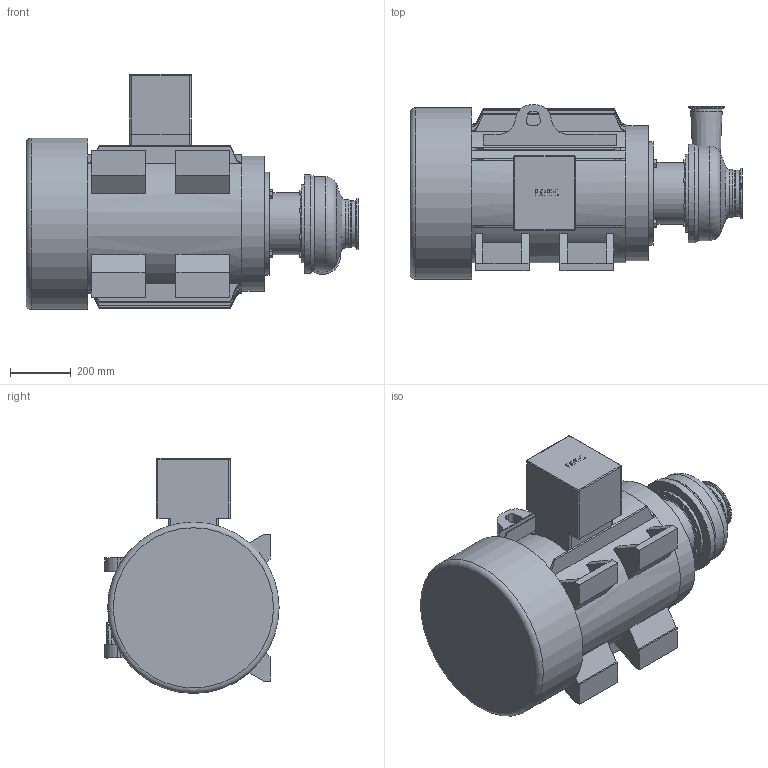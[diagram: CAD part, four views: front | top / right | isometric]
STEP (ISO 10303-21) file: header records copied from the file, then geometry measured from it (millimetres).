
FILE_DESCRIPTION(/* description */ (''),/* implementation_level */ '2;1');
FILE_NAME(/* name */ 'W+_W+65-350_405TSC_6.0x4.0_S-Line_100HP_SM.stp',/* time_stamp */ '2020-11-04T16:45:02+05:00',/* author */ ('KRXREM'),/* organization */ (''),/* preprocessor_version */ 'ST-DEVELOPER v17',/* originating_system */ 'Autodesk Inventor 2018',/* authorisation */ '');
FILE_SCHEMA (('AUTOMOTIVE_DESIGN { 1 0 10303 214 3 1 1 }'));
Length unit declared in the file: inch
Products named in the file (1): W+_W+65-350_405TSC_6.0x4.0_S-Line_100HP_SM
Bounding box: 1094.09 x 574.04 x 774.7 mm (x, y, z)
Volume: 183418883.6 mm3; surface area: 3520859.9 mm2
Topology: 1 solids, 1 shells, 525 faces, 1365 edges, 888 vertices
Faces by surface type: plane 265, cone 120, cylinder 63, torus 48, bspline 29
Full cylindrical faces by diameter (mm): 97.384 x1, 101.727 x1, 118.923 x1, 146.863 x1, 152.527 x1, 154 x1, 158.965 x1, 166.878 x1, 204 x1, 258 x1, 325 x1, 340 x1, 444.5 x1, 457.2 x1, 564.896 x1
Entity records: 17414 total; most frequent: CARTESIAN_POINT 4599, ORIENTED_EDGE 2730, DIRECTION 2404, EDGE_CURVE 1365, VERTEX_POINT 888, AXIS2_PLACEMENT_3D 885, LINE 634, VECTOR 634
